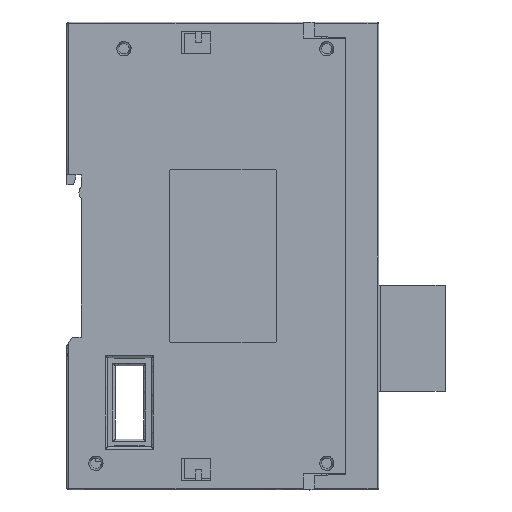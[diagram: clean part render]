
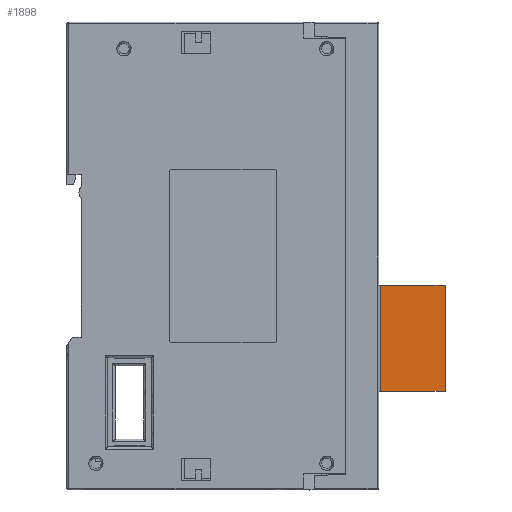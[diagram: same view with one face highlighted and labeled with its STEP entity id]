
A CAD part, left-side view. The second image highlights one B-rep face of the part: STEP entity #1898.
In plain terms, the highlighted free-form (B-spline) face has degree [1, 1] with [2, 2] control points.
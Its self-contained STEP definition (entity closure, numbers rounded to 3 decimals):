
#1898=ADVANCED_FACE('',(#3284),#48682,.T.);
#3284=FACE_OUTER_BOUND('',#4670,.T.);
#4670=EDGE_LOOP('',(#6164,#6165,#6166,#6167));
#6164=ORIENTED_EDGE('',*,*,#32511,.F.);
#6165=ORIENTED_EDGE('',*,*,#32512,.T.);
#6166=ORIENTED_EDGE('',*,*,#32513,.T.);
#6167=ORIENTED_EDGE('',*,*,#32514,.T.);
#13685=PCURVE('',#48681,#21207);
#13686=PCURVE('',#48682,#21208);
#13687=PCURVE('',#48682,#21209);
#13688=PCURVE('',#48682,#21210);
#13689=PCURVE('',#48682,#21211);
#13695=PCURVE('',#48683,#21217);
#13701=PCURVE('',#48685,#21223);
#21207=DEFINITIONAL_REPRESENTATION('',(#36325),#90551);
#21208=DEFINITIONAL_REPRESENTATION('',(#36326),#90551);
#21209=DEFINITIONAL_REPRESENTATION('',(#36328),#90551);
#21210=DEFINITIONAL_REPRESENTATION('',(#36330),#90551);
#21211=DEFINITIONAL_REPRESENTATION('',(#36332),#90551);
#21217=DEFINITIONAL_REPRESENTATION('',(#36342),#90551);
#21223=DEFINITIONAL_REPRESENTATION('',(#36350),#90551);
#28729=SURFACE_CURVE('',#36324,(#13685,#13686),.PCURVE_S1.);
#28730=SURFACE_CURVE('',#36327,(#13687,#13695),.PCURVE_S1.);
#28731=SURFACE_CURVE('',#36329,(#13688),.PCURVE_S1.);
#28732=SURFACE_CURVE('',#36331,(#13689,#13701),.PCURVE_S1.);
#32511=EDGE_CURVE('',#46292,#46289,#28729,.T.);
#32512=EDGE_CURVE('',#46292,#46293,#28730,.T.);
#32513=EDGE_CURVE('',#46293,#46294,#28731,.T.);
#32514=EDGE_CURVE('',#46294,#46289,#28732,.T.);
#36324=B_SPLINE_CURVE_WITH_KNOTS('',1,(#50015,#50016),.UNSPECIFIED.,.F.,
 .F.,(2,2),(-23.8,0.),.UNSPECIFIED.);
#36325=B_SPLINE_CURVE_WITH_KNOTS('',1,(#50017,#50018),.UNSPECIFIED.,.F.,
 .F.,(2,2),(-23.8,0.),.UNSPECIFIED.);
#36326=B_SPLINE_CURVE_WITH_KNOTS('',1,(#50019,#50020),.UNSPECIFIED.,.F.,
 .F.,(2,2),(-23.8,0.),.UNSPECIFIED.);
#36327=B_SPLINE_CURVE_WITH_KNOTS('',1,(#50021,#50022),.UNSPECIFIED.,.F.,
 .F.,(2,2),(0.,14.5),.UNSPECIFIED.);
#36328=B_SPLINE_CURVE_WITH_KNOTS('',1,(#50023,#50024),.UNSPECIFIED.,.F.,
 .F.,(2,2),(0.,14.5),.UNSPECIFIED.);
#36329=B_SPLINE_CURVE_WITH_KNOTS('',1,(#50025,#50026),.UNSPECIFIED.,.F.,
 .F.,(2,2),(48.8,72.6),.UNSPECIFIED.);
#36330=B_SPLINE_CURVE_WITH_KNOTS('',1,(#50027,#50028),.UNSPECIFIED.,.F.,
 .F.,(2,2),(48.8,72.6),.UNSPECIFIED.);
#36331=B_SPLINE_CURVE_WITH_KNOTS('',1,(#50029,#50030),.UNSPECIFIED.,.F.,
 .F.,(2,2),(-14.5,0.),.UNSPECIFIED.);
#36332=B_SPLINE_CURVE_WITH_KNOTS('',1,(#50031,#50032),.UNSPECIFIED.,.F.,
 .F.,(2,2),(-14.5,0.),.UNSPECIFIED.);
#36342=B_SPLINE_CURVE_WITH_KNOTS('',1,(#50051,#50052),.UNSPECIFIED.,.F.,
 .F.,(2,2),(0.,14.5),.UNSPECIFIED.);
#36350=B_SPLINE_CURVE_WITH_KNOTS('',1,(#50067,#50068),.UNSPECIFIED.,.F.,
 .F.,(2,2),(-14.5,0.),.UNSPECIFIED.);
#46289=VERTEX_POINT('',#49991);
#46292=VERTEX_POINT('',#49994);
#46293=VERTEX_POINT('',#49995);
#46294=VERTEX_POINT('',#49996);
#48681=B_SPLINE_SURFACE_WITH_KNOTS('',1,1,((#49971,#49972),(#49973,#49974)),
 .UNSPECIFIED.,.F.,.F.,.F.,(2,2),(2,2),(0.,12.5),(0.,23.8),
 .UNSPECIFIED.);
#48682=B_SPLINE_SURFACE_WITH_KNOTS('',1,1,((#49975,#49976),(#49977,#49978)),
 .UNSPECIFIED.,.F.,.F.,.F.,(2,2),(2,2),(-72.6,-48.8),(0.,14.5),
 .UNSPECIFIED.);
#48683=B_SPLINE_SURFACE_WITH_KNOTS('',1,1,((#49979,#49980),(#49981,#49982)),
 .UNSPECIFIED.,.F.,.F.,.F.,(2,2),(2,2),(-48.8,-36.3),(0.,14.5),
 .UNSPECIFIED.);
#48685=B_SPLINE_SURFACE_WITH_KNOTS('',1,1,((#49987,#49988),(#49989,#49990)),
 .UNSPECIFIED.,.F.,.F.,.F.,(2,2),(2,2),(-12.5,0.),(0.,14.5),
 .UNSPECIFIED.);
#49971=CARTESIAN_POINT('',(-40.991,-52.758,-34.315));
#49972=CARTESIAN_POINT('',(-40.991,-52.758,-10.515));
#49973=CARTESIAN_POINT('',(-28.491,-52.758,-34.315));
#49974=CARTESIAN_POINT('',(-28.491,-52.758,-10.515));
#49975=CARTESIAN_POINT('',(-40.991,-52.758,-34.315));
#49976=CARTESIAN_POINT('',(-40.991,-38.258,-34.315));
#49977=CARTESIAN_POINT('',(-40.991,-52.758,-10.515));
#49978=CARTESIAN_POINT('',(-40.991,-38.258,-10.515));
#49979=CARTESIAN_POINT('',(-40.991,-52.758,-10.515));
#49980=CARTESIAN_POINT('',(-40.991,-38.258,-10.515));
#49981=CARTESIAN_POINT('',(-28.491,-52.758,-10.515));
#49982=CARTESIAN_POINT('',(-28.491,-38.258,-10.515));
#49987=CARTESIAN_POINT('',(-28.491,-52.758,-34.315));
#49988=CARTESIAN_POINT('',(-28.491,-38.258,-34.315));
#49989=CARTESIAN_POINT('',(-40.991,-52.758,-34.315));
#49990=CARTESIAN_POINT('',(-40.991,-38.258,-34.315));
#49991=CARTESIAN_POINT('',(-40.991,-52.758,-34.315));
#49994=CARTESIAN_POINT('',(-40.991,-52.758,-10.515));
#49995=CARTESIAN_POINT('',(-40.991,-38.258,-10.515));
#49996=CARTESIAN_POINT('',(-40.991,-38.258,-34.315));
#50015=CARTESIAN_POINT('',(-40.991,-52.758,-10.515));
#50016=CARTESIAN_POINT('',(-40.991,-52.758,-34.315));
#50017=CARTESIAN_POINT('',(0.,23.8));
#50018=CARTESIAN_POINT('',(0.,0.));
#50019=CARTESIAN_POINT('',(-48.8,0.));
#50020=CARTESIAN_POINT('',(-72.6,0.));
#50021=CARTESIAN_POINT('',(-40.991,-52.758,-10.515));
#50022=CARTESIAN_POINT('',(-40.991,-38.258,-10.515));
#50023=CARTESIAN_POINT('',(-48.8,0.));
#50024=CARTESIAN_POINT('',(-48.8,14.5));
#50025=CARTESIAN_POINT('',(-40.991,-38.258,-10.515));
#50026=CARTESIAN_POINT('',(-40.991,-38.258,-34.315));
#50027=CARTESIAN_POINT('',(-48.8,14.5));
#50028=CARTESIAN_POINT('',(-72.6,14.5));
#50029=CARTESIAN_POINT('',(-40.991,-38.258,-34.315));
#50030=CARTESIAN_POINT('',(-40.991,-52.758,-34.315));
#50031=CARTESIAN_POINT('',(-72.6,14.5));
#50032=CARTESIAN_POINT('',(-72.6,0.));
#50051=CARTESIAN_POINT('',(-48.8,0.));
#50052=CARTESIAN_POINT('',(-48.8,14.5));
#50067=CARTESIAN_POINT('',(0.,14.5));
#50068=CARTESIAN_POINT('',(0.,0.));
#90551=(
GEOMETRIC_REPRESENTATION_CONTEXT(2)
PARAMETRIC_REPRESENTATION_CONTEXT()
REPRESENTATION_CONTEXT('pspace','')
);
